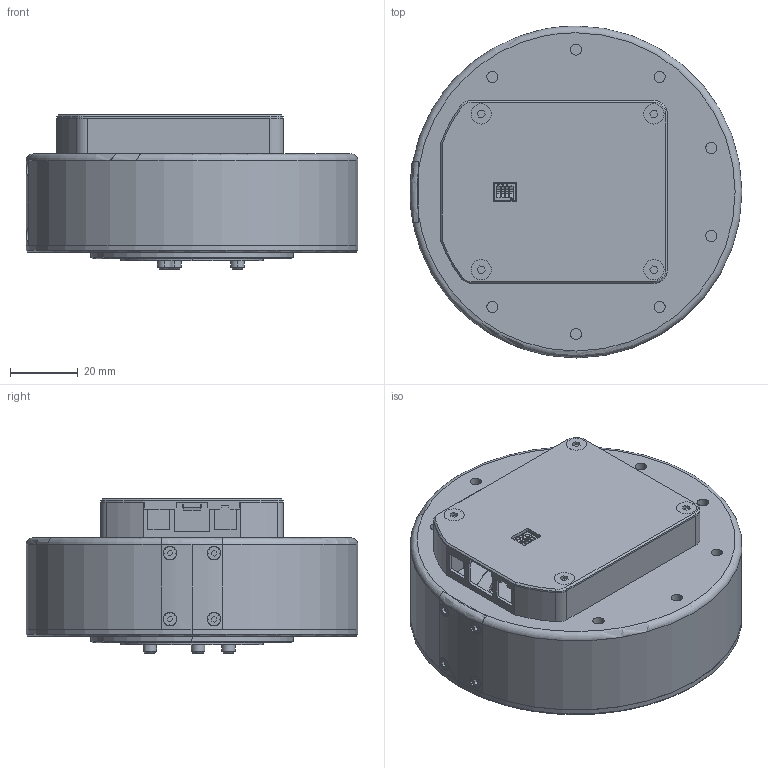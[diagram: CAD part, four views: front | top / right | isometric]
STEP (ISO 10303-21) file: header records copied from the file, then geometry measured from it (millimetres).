
FILE_DESCRIPTION (( 'STEP AP214' ), '1' );
FILE_NAME ('RMD-X8-3D2.STEP', '2019-09-16T05:45:03', ( '' ), ( '' ), 'SwSTEP 2.0', 'SolidWorks 2016', '' );
FILE_SCHEMA (( 'AUTOMOTIVE_DESIGN' ));
Length unit declared in the file: millimetre
Products named in the file (1): RMD-X8-3D2
Bounding box: 98 x 98 x 45.5 mm (x, y, z)
Volume: 80224.9 mm3; surface area: 61917 mm2
Topology: 25 solids, 25 shells, 924 faces, 2429 edges, 1539 vertices
Faces by surface type: cylinder 384, plane 378, cone 104, bspline 52, torus 6
Entity records: 32877 total; most frequent: CARTESIAN_POINT 8632, DIRECTION 4818, ORIENTED_EDGE 4750, EDGE_CURVE 2375, AXIS2_PLACEMENT_3D 1733, VERTEX_POINT 1539, VECTOR 1352, LINE 1352
